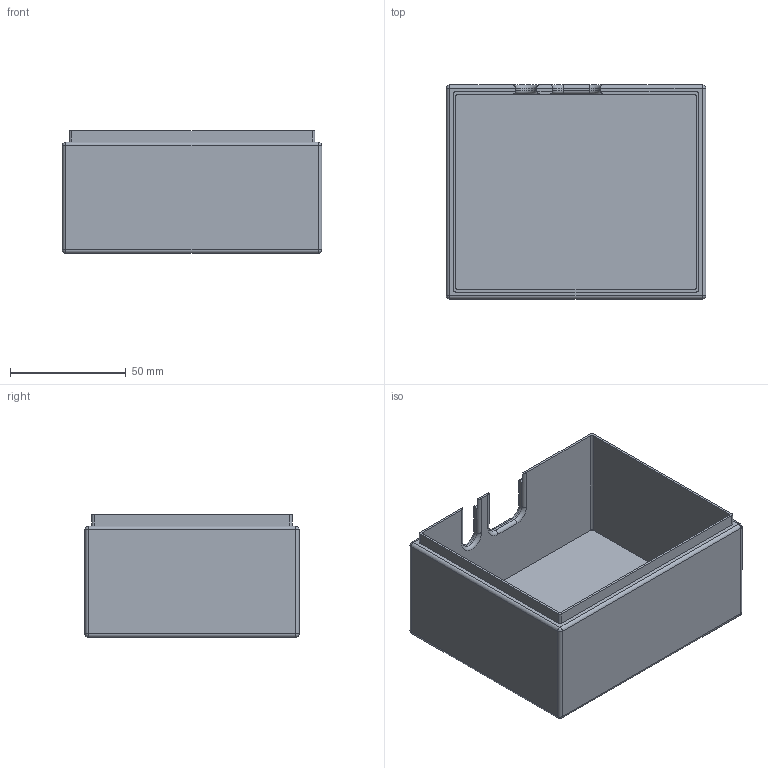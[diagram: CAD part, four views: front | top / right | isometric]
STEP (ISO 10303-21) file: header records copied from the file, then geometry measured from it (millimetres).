
FILE_DESCRIPTION(/* description */ (''),/* implementation_level */ '2;1');
FILE_NAME(/* name */ 'Deksel_Bakje_Converter v4.step',/* time_stamp */ '2024-03-21T21:11:32+01:00',/* author */ (''),/* organization */ (''),/* preprocessor_version */ 'ST-DEVELOPER v20',/* originating_system */ 'Autodesk Translation Framework v12.20.1.177',/* authorisation */ '');
FILE_SCHEMA (('AUTOMOTIVE_DESIGN { 1 0 10303 214 3 1 1 }'));
Length unit declared in the file: millimetre
Products named in the file (1): Deksel_Bakje_Converter
Bounding box: 112 x 92.45 x 53 mm (x, y, z)
Volume: 101017.8 mm3; surface area: 59219.6 mm2
Topology: 1 solids, 1 shells, 74 faces, 176 edges, 104 vertices
Faces by surface type: cylinder 35, plane 25, sphere 8, torus 6
Entity records: 2149 total; most frequent: DIRECTION 402, CARTESIAN_POINT 355, ORIENTED_EDGE 352, EDGE_CURVE 176, AXIS2_PLACEMENT_3D 151, VERTEX_POINT 104, LINE 100, VECTOR 100
